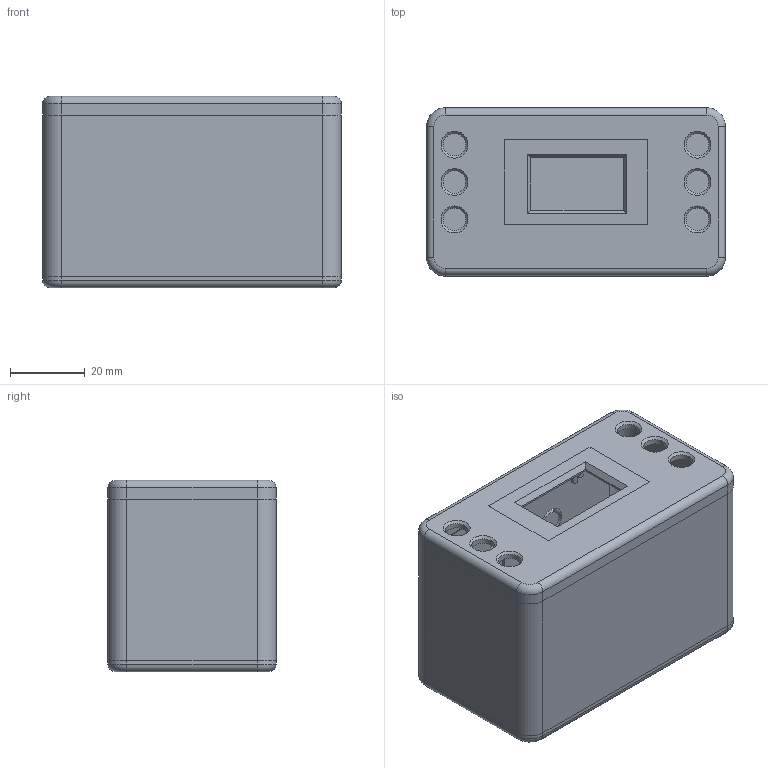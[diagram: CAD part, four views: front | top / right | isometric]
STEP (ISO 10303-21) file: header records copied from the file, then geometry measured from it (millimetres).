
FILE_DESCRIPTION(/* description */ (''),/* implementation_level */ '2;1');
FILE_NAME(/* name */ 'homeassistant_oled_case v2.step',/* time_stamp */ '2024-01-05T18:58:11+01:00',/* author */ (''),/* organization */ (''),/* preprocessor_version */ 'ST-DEVELOPER v20',/* originating_system */ 'Autodesk Translation Framework v12.14.0.127',/* authorisation */ '');
FILE_SCHEMA (('AUTOMOTIVE_DESIGN { 1 0 10303 214 3 1 1 }'));
Length unit declared in the file: millimetre
Products named in the file (5): homeassistant_oled_case; 0.96" display; base; back; 1.3" display
Assembly tree (4 placements, depth 2):
  homeassistant_oled_case
    0.96" display
    base
    back
    1.3" display
Bounding box: 80 x 45 x 51.2 mm (x, y, z)
Volume: 56839 mm3; surface area: 48552.7 mm2
Topology: 4 solids, 4 shells, 284 faces, 670 edges, 418 vertices
Faces by surface type: plane 136, cylinder 100, cone 34, torus 12, sphere 2
Full cylindrical faces by diameter (mm): 1.6 x4, 2.7 x4, 3 x4, 3.5 x4, 6 x12
Entity records: 8316 total; most frequent: DIRECTION 1504, CARTESIAN_POINT 1379, ORIENTED_EDGE 1336, EDGE_CURVE 668, AXIS2_PLACEMENT_3D 543, LINE 418, VECTOR 418, VERTEX_POINT 418
